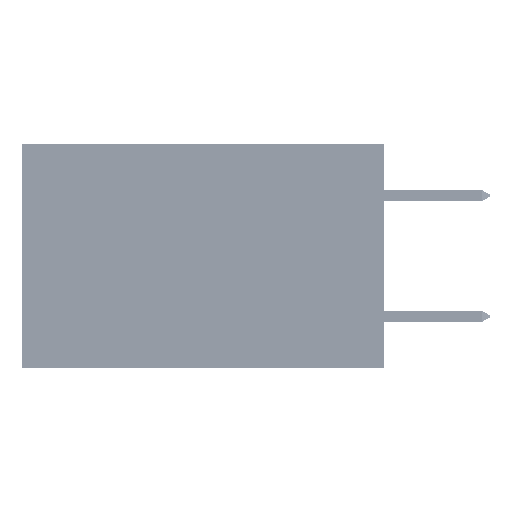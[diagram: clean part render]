
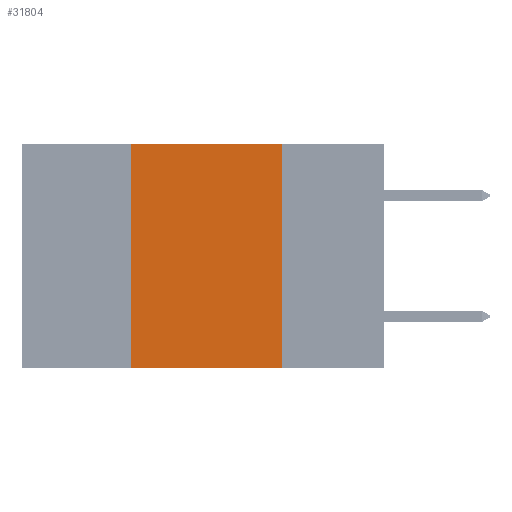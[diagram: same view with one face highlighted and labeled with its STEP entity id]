
A CAD part, left-side view. The second image highlights one B-rep face of the part: STEP entity #31804.
In plain terms, the highlighted planar face has unit normal (-1, 0, 0).
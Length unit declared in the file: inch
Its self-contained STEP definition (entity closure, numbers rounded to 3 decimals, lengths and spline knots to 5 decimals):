
#1989 = DIRECTION ( 'NONE',  ( 0., 0., 1. ) ) ;
#7059 = LINE ( 'NONE', #25807, #21620 ) ;
#7372 = CARTESIAN_POINT ( 'NONE',  ( 0., 0.17, 0. ) ) ;
#8360 = VECTOR ( 'NONE', #1989, 39.37008 ) ;
#8668 = DIRECTION ( 'NONE',  ( 0., 0., -1. ) ) ;
#9825 = ORIENTED_EDGE ( 'NONE', *, *, #48070, .F. ) ;
#16422 = LINE ( 'NONE', #19485, #29791 ) ;
#18871 = EDGE_CURVE ( 'NONE', #39136, #41436, #24283, .T. ) ;
#19485 = CARTESIAN_POINT ( 'NONE',  ( 0., 0.6, -0.37 ) ) ;
#20387 = DIRECTION ( 'NONE',  ( 0., -1., 0. ) ) ;
#20567 = EDGE_CURVE ( 'NONE', #33321, #39136, #49579, .T. ) ;
#21273 = VECTOR ( 'NONE', #20387, 39.37008 ) ;
#21620 = VECTOR ( 'NONE', #33580, 39.37008 ) ;
#22699 = CARTESIAN_POINT ( 'NONE',  ( 0., 0.42, -0.37 ) ) ;
#23212 = DIRECTION ( 'NONE',  ( 0., -1., 0. ) ) ;
#24283 = LINE ( 'NONE', #42975, #21273 ) ;
#25280 = FACE_OUTER_BOUND ( 'NONE', #29509, .T. ) ;
#25807 = CARTESIAN_POINT ( 'NONE',  ( 0., 0.17, 0. ) ) ;
#27328 = DIRECTION ( 'NONE',  ( 1., 0., 0. ) ) ;
#27674 = PLANE ( 'NONE',  #30606 ) ;
#29509 = EDGE_LOOP ( 'NONE', ( #9825, #39601, #35381, #42174 ) ) ;
#29791 = VECTOR ( 'NONE', #23212, 39.37008 ) ;
#30606 = AXIS2_PLACEMENT_3D ( 'NONE', #43590, #27328, #8668 ) ;
#31804 = ADVANCED_FACE ( 'NONE', ( #25280 ), #27674, .F. ) ;
#33321 = VERTEX_POINT ( 'NONE', #22699 ) ;
#33580 = DIRECTION ( 'NONE',  ( 0., 0., -1. ) ) ;
#35381 = ORIENTED_EDGE ( 'NONE', *, *, #20567, .F. ) ;
#36563 = CARTESIAN_POINT ( 'NONE',  ( 0., 0.42, 0. ) ) ;
#37014 = CARTESIAN_POINT ( 'NONE',  ( 0., 0.42, 0. ) ) ;
#37584 = CARTESIAN_POINT ( 'NONE',  ( 0., 0.17, -0.37 ) ) ;
#39136 = VERTEX_POINT ( 'NONE', #37014 ) ;
#39601 = ORIENTED_EDGE ( 'NONE', *, *, #18871, .F. ) ;
#41436 = VERTEX_POINT ( 'NONE', #7372 ) ;
#42174 = ORIENTED_EDGE ( 'NONE', *, *, #43464, .T. ) ;
#42975 = CARTESIAN_POINT ( 'NONE',  ( 0., 0.6, 0. ) ) ;
#43464 = EDGE_CURVE ( 'NONE', #33321, #47445, #16422, .T. ) ;
#43590 = CARTESIAN_POINT ( 'NONE',  ( 0., 0.6, 0. ) ) ;
#47445 = VERTEX_POINT ( 'NONE', #37584 ) ;
#48070 = EDGE_CURVE ( 'NONE', #41436, #47445, #7059, .T. ) ;
#49579 = LINE ( 'NONE', #36563, #8360 ) ;
